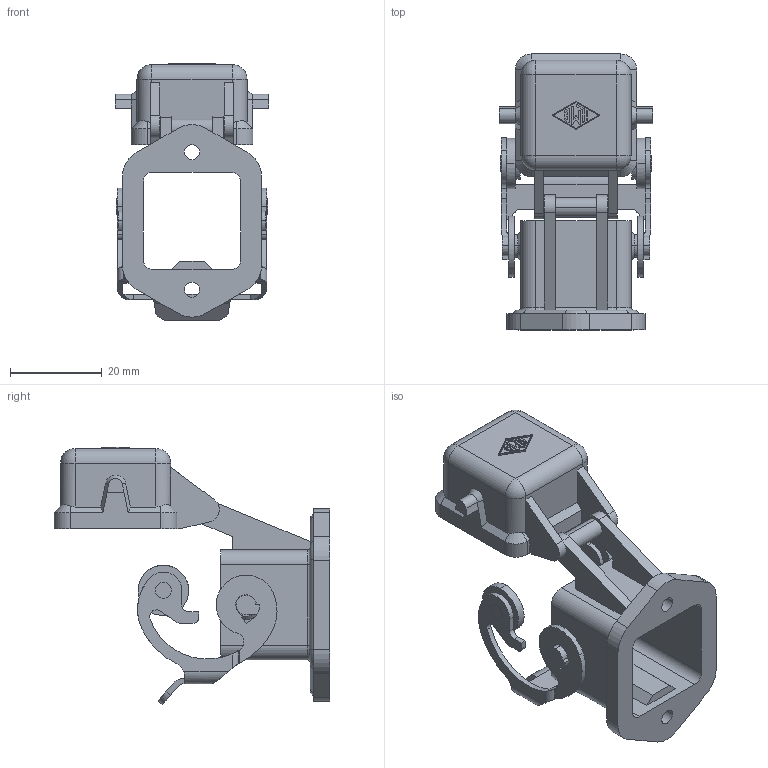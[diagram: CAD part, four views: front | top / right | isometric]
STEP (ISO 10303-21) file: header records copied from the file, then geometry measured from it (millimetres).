
FILE_DESCRIPTION(('Creo Elements/Direct Modeling STEP Export'),'2;1');
FILE_NAME('CKAX_03_ILSA.stp','2012-11-29T15:13:50',(''),(''),'Creo Elements/Direct Modeling STEP processor for AP214 (Solid Model)','Creo Elements/Direct Modeling 18.0B 02-Dec-2011 (C) Parametric Technology GmbH','');
FILE_SCHEMA(('AUTOMOTIVE_DESIGN { 1 0 10303 214 1 1 1 1 }'));
Length unit declared in the file: millimetre
Products named in the file (2): CKAX_03_ILSA
Assembly tree (1 placements, depth 2):
  CKAX_03_ILSA
    CKAX_03_ILSA
Bounding box: 33.5 x 60.15 x 56.2 mm (x, y, z)
Volume: 10380.5 mm3; surface area: 13673.4 mm2
Topology: 1 solids, 1 shells, 380 faces, 1003 edges, 639 vertices
Faces by surface type: plane 184, cylinder 165, cone 13, torus 10, sphere 8
Entity records: 12334 total; most frequent: CARTESIAN_POINT 2269, ORIENTED_EDGE 1990, DIRECTION 1950, EDGE_CURVE 995, AXIS2_PLACEMENT_3D 684, VERTEX_POINT 639, VECTOR 582, LINE 582
